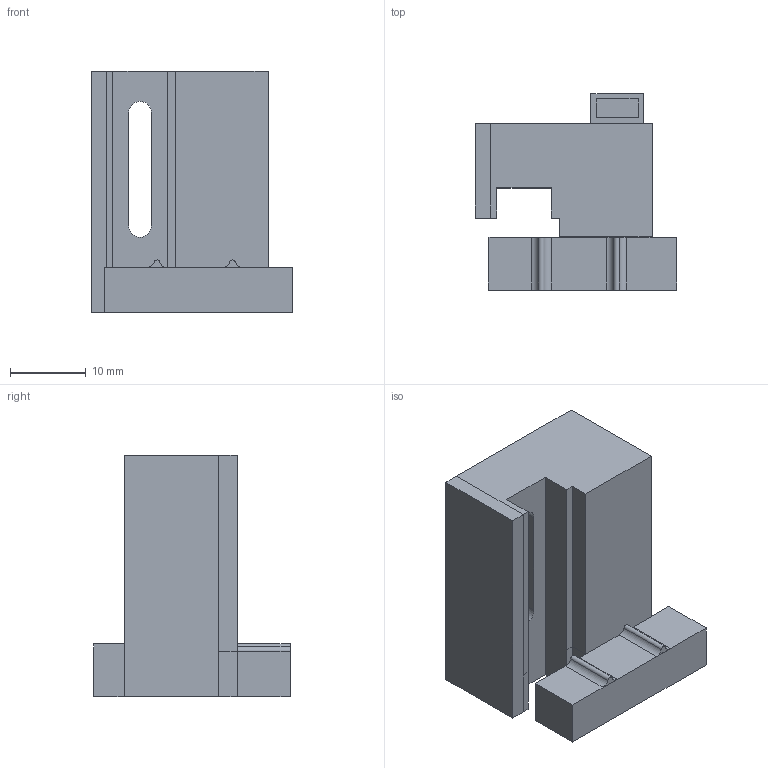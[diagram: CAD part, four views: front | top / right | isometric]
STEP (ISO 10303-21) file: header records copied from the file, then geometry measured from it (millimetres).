
FILE_DESCRIPTION(('FreeCAD Model'),'2;1');
FILE_NAME('Open CASCADE Shape Model','2024-07-05T12:45:41',(''),(''), 'Open CASCADE STEP processor 7.6','FreeCAD','Unknown');
FILE_SCHEMA(('AUTOMOTIVE_DESIGN { 1 0 10303 214 1 1 1 1 }'));
Length unit declared in the file: millimetre
Products named in the file (1): FixacaoHorizontal
Bounding box: 26.75 x 26 x 32 mm (x, y, z)
Volume: 9059.9 mm3; surface area: 4774.5 mm2
Topology: 1 solids, 1 shells, 65 faces, 161 edges, 102 vertices
Faces by surface type: plane 52, cylinder 13
Full cylindrical faces by diameter (mm): 3.2 x2, 6 x1
Entity records: 1929 total; most frequent: CARTESIAN_POINT 329, DIRECTION 325, ORIENTED_EDGE 322, EDGE_CURVE 161, LINE 129, VECTOR 129, VERTEX_POINT 102, AXIS2_PLACEMENT_3D 98
